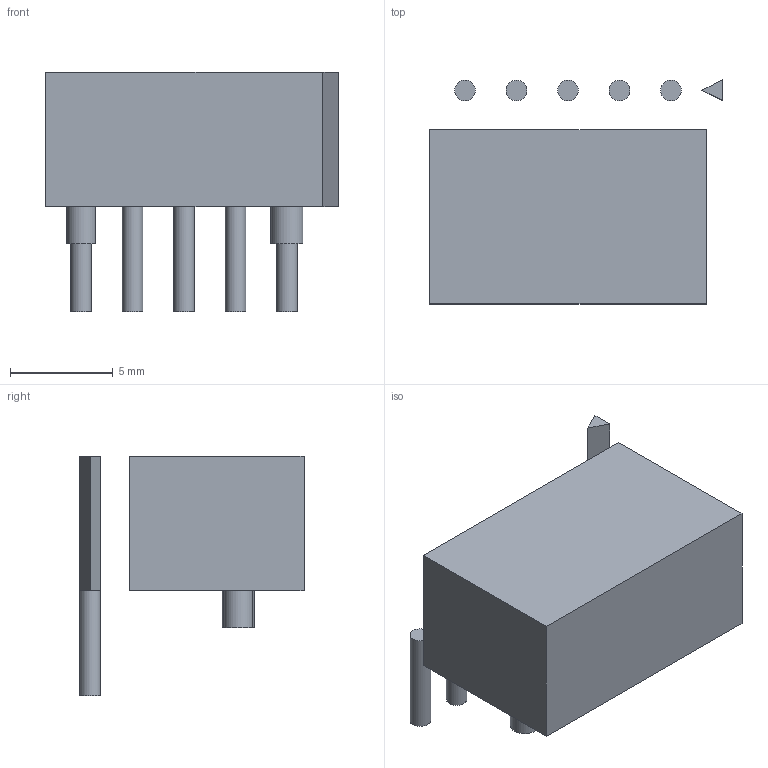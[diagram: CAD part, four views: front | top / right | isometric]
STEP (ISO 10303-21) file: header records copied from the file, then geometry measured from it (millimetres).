
FILE_DESCRIPTION(('FreeCAD Model'),'2;1');
FILE_NAME('1012457.5.1.stp','2022-04-26T15:24:47',( 'Author'),(''),'Open CASCADE STEP processor 6.9','FreeCAD','Unknown' );
FILE_SCHEMA(('AUTOMOTIVE_DESIGN { 1 0 10303 214 1 1 1 1 }'));
Length unit declared in the file: millimetre
Products named in the file (4): ASSEMBLY; Body; Lugs; Leads
Assembly tree (3 placements, depth 2):
  ASSEMBLY
    Body
    Lugs
    Leads
Bounding box: 14.22 x 10.88 x 11.64 mm (x, y, z)
Volume: 773.1 mm3; surface area: 647.5 mm2
Topology: 9 solids, 9 shells, 32 faces, 42 edges, 28 vertices
Faces by surface type: plane 25, cylinder 7
Full cylindrical faces by diameter (mm): 1 x5, 1.4 x1, 1.55 x1
Entity records: 1340 total; most frequent: DIRECTION 212, CARTESIAN_POINT 190, LINE 98, VECTOR 98, ORIENTED_EDGE 84, PCURVE 84, DEFINITIONAL_REPRESENTATION 84, AXIS2_PLACEMENT_3D 50
